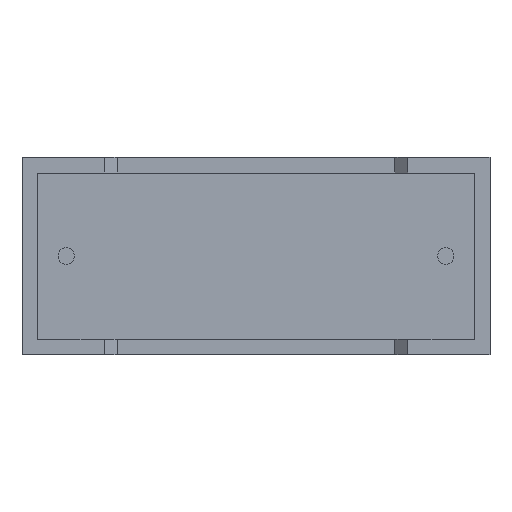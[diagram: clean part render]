
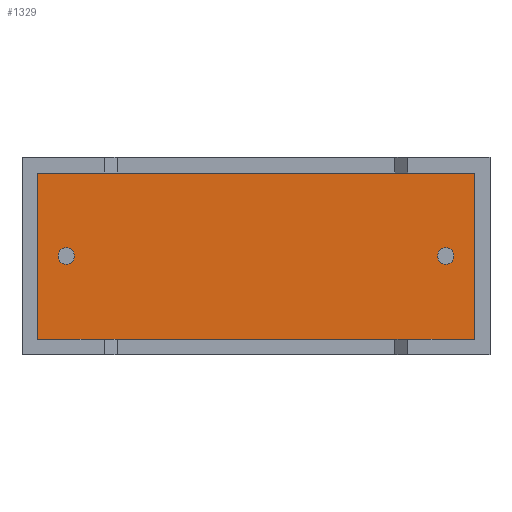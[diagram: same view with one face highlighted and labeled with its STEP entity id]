
A CAD part, front view. The second image highlights one B-rep face of the part: STEP entity #1329.
In plain terms, the highlighted planar face has unit normal (0, -1, 0).
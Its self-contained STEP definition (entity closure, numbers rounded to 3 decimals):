
#85 = CARTESIAN_POINT ( 'NONE',  ( 16.75, 0.75, 3.9 ) ) ;
#115 = PLANE ( 'NONE',  #1191 ) ;
#120 = CARTESIAN_POINT ( 'NONE',  ( 0.617, 0.75, 0.617 ) ) ;
#213 = CARTESIAN_POINT ( 'NONE',  ( 16.75, 0.75, 3.9 ) ) ;
#299 = EDGE_CURVE ( 'NONE', #1665, #769, #389, .T. ) ;
#305 = CARTESIAN_POINT ( 'NONE',  ( 1.75, 0.75, 3.9 ) ) ;
#321 = EDGE_CURVE ( 'NONE', #2530, #1012, #2410, .T. ) ;
#361 = DIRECTION ( 'NONE',  ( 0., 0., -1. ) ) ;
#388 = DIRECTION ( 'NONE',  ( 0., -1., 0. ) ) ;
#389 = LINE ( 'NONE', #2214, #2204 ) ;
#395 = EDGE_CURVE ( 'NONE', #2602, #2396, #589, .T. ) ;
#399 = ORIENTED_EDGE ( 'NONE', *, *, #1264, .F. ) ;
#402 = DIRECTION ( 'NONE',  ( 0., 0., -1. ) ) ;
#454 = LINE ( 'NONE', #894, #1727 ) ;
#463 = ORIENTED_EDGE ( 'NONE', *, *, #1479, .T. ) ;
#517 = CARTESIAN_POINT ( 'NONE',  ( 0.617, 0.75, 0.617 ) ) ;
#523 = DIRECTION ( 'NONE',  ( 0., -1., 0. ) ) ;
#565 = DIRECTION ( 'NONE',  ( 0., 0., 1. ) ) ;
#589 = LINE ( 'NONE', #1526, #1903 ) ;
#649 = ORIENTED_EDGE ( 'NONE', *, *, #321, .F. ) ;
#725 = CARTESIAN_POINT ( 'NONE',  ( 16.75, 0.75, 3.575 ) ) ;
#769 = VERTEX_POINT ( 'NONE', #1630 ) ;
#894 = CARTESIAN_POINT ( 'NONE',  ( 17.883, 0.75, 7.183 ) ) ;
#919 = LINE ( 'NONE', #517, #1616 ) ;
#989 = EDGE_CURVE ( 'NONE', #2396, #1665, #919, .T. ) ;
#1012 = VERTEX_POINT ( 'NONE', #725 ) ;
#1045 = CARTESIAN_POINT ( 'NONE',  ( 0.617, 0.75, 7.183 ) ) ;
#1102 = EDGE_CURVE ( 'NONE', #2691, #1482, #2182, .T. ) ;
#1191 = AXIS2_PLACEMENT_3D ( 'NONE', #2964, #1750, #1514 ) ;
#1264 = EDGE_CURVE ( 'NONE', #1482, #2691, #1821, .T. ) ;
#1295 = CARTESIAN_POINT ( 'NONE',  ( 1.75, 0.75, 4.225 ) ) ;
#1329 = ADVANCED_FACE ( 'NONE', ( #2690, #2467, #2937 ), #115, .T. ) ;
#1376 = CARTESIAN_POINT ( 'NONE',  ( 1.75, 0.75, 3.575 ) ) ;
#1399 = ORIENTED_EDGE ( 'NONE', *, *, #395, .T. ) ;
#1458 = DIRECTION ( 'NONE',  ( 0., 0., -1. ) ) ;
#1479 = EDGE_CURVE ( 'NONE', #769, #2602, #454, .T. ) ;
#1482 = VERTEX_POINT ( 'NONE', #1376 ) ;
#1487 = CIRCLE ( 'NONE', #2862, 0.325 ) ;
#1492 = DIRECTION ( 'NONE',  ( 0., -1., 0. ) ) ;
#1514 = DIRECTION ( 'NONE',  ( 0., 0., -1. ) ) ;
#1526 = CARTESIAN_POINT ( 'NONE',  ( 0.617, 0.75, 7.183 ) ) ;
#1616 = VECTOR ( 'NONE', #2144, 1000. ) ;
#1629 = AXIS2_PLACEMENT_3D ( 'NONE', #305, #1492, #2434 ) ;
#1630 = CARTESIAN_POINT ( 'NONE',  ( 17.883, 0.75, 7.183 ) ) ;
#1665 = VERTEX_POINT ( 'NONE', #2715 ) ;
#1727 = VECTOR ( 'NONE', #1826, 1000. ) ;
#1750 = DIRECTION ( 'NONE',  ( 0., -1., 0. ) ) ;
#1803 = EDGE_CURVE ( 'NONE', #1012, #2530, #1487, .T. ) ;
#1821 = CIRCLE ( 'NONE', #2516, 0.325 ) ;
#1826 = DIRECTION ( 'NONE',  ( -1., 0., 0. ) ) ;
#1885 = ORIENTED_EDGE ( 'NONE', *, *, #1803, .F. ) ;
#1903 = VECTOR ( 'NONE', #361, 1000. ) ;
#2009 = DIRECTION ( 'NONE',  ( 0., -1., 0. ) ) ;
#2091 = EDGE_LOOP ( 'NONE', ( #649, #1885 ) ) ;
#2144 = DIRECTION ( 'NONE',  ( 1., 0., 0. ) ) ;
#2182 = CIRCLE ( 'NONE', #1629, 0.325 ) ;
#2204 = VECTOR ( 'NONE', #565, 1000. ) ;
#2214 = CARTESIAN_POINT ( 'NONE',  ( 17.883, 0.75, 0.617 ) ) ;
#2330 = ORIENTED_EDGE ( 'NONE', *, *, #1102, .F. ) ;
#2396 = VERTEX_POINT ( 'NONE', #120 ) ;
#2409 = ORIENTED_EDGE ( 'NONE', *, *, #989, .T. ) ;
#2410 = CIRCLE ( 'NONE', #2851, 0.325 ) ;
#2434 = DIRECTION ( 'NONE',  ( 0., 0., -1. ) ) ;
#2463 = EDGE_LOOP ( 'NONE', ( #1399, #2409, #2748, #463 ) ) ;
#2467 = FACE_OUTER_BOUND ( 'NONE', #2463, .T. ) ;
#2516 = AXIS2_PLACEMENT_3D ( 'NONE', #2855, #523, #1458 ) ;
#2530 = VERTEX_POINT ( 'NONE', #2866 ) ;
#2602 = VERTEX_POINT ( 'NONE', #1045 ) ;
#2690 = FACE_BOUND ( 'NONE', #2091, .T. ) ;
#2691 = VERTEX_POINT ( 'NONE', #1295 ) ;
#2715 = CARTESIAN_POINT ( 'NONE',  ( 17.883, 0.75, 0.617 ) ) ;
#2748 = ORIENTED_EDGE ( 'NONE', *, *, #299, .T. ) ;
#2851 = AXIS2_PLACEMENT_3D ( 'NONE', #85, #2009, #2948 ) ;
#2855 = CARTESIAN_POINT ( 'NONE',  ( 1.75, 0.75, 3.9 ) ) ;
#2861 = EDGE_LOOP ( 'NONE', ( #2330, #399 ) ) ;
#2862 = AXIS2_PLACEMENT_3D ( 'NONE', #213, #388, #402 ) ;
#2866 = CARTESIAN_POINT ( 'NONE',  ( 16.75, 0.75, 4.225 ) ) ;
#2937 = FACE_BOUND ( 'NONE', #2861, .T. ) ;
#2948 = DIRECTION ( 'NONE',  ( 0., 0., -1. ) ) ;
#2964 = CARTESIAN_POINT ( 'NONE',  ( 0., 0.75, 0. ) ) ;
